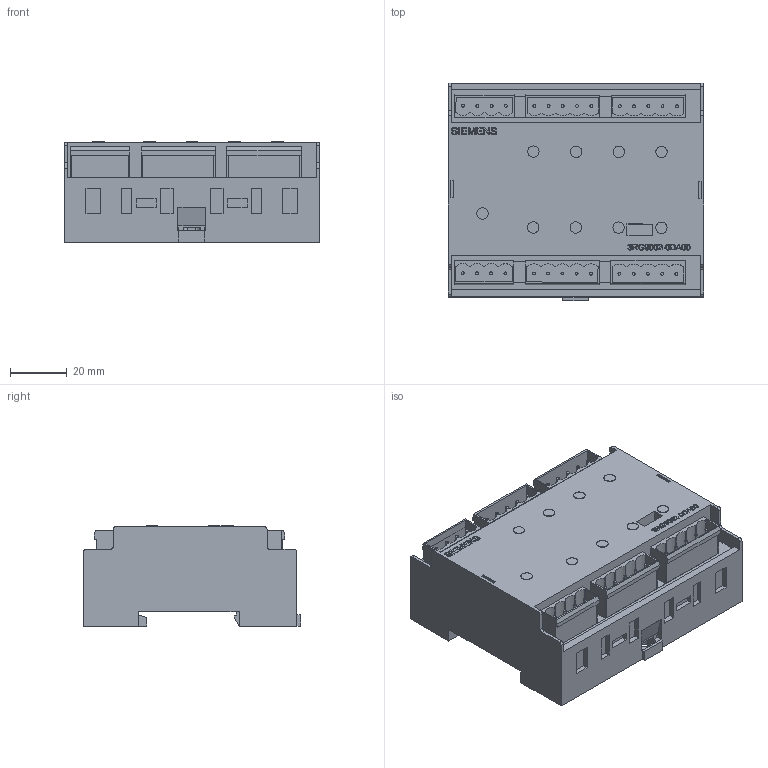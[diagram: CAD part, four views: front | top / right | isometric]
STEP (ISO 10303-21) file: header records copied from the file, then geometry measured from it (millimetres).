
FILE_DESCRIPTION(('STEP AP214'),'1');
FILE_NAME('cctmp_AA246FF7-22C3-4011-A2A3-39EA31527F97_2023_07_21_09_00_22_0003..stp','2023-07-21T07:00:24',('SIEMENS A&D'),('CADClick - www.CADClick.com'),'Spatial InterOp 3D postprocessed',' ','unknown authorization');
FILE_SCHEMA(('AUTOMOTIVE_DESIGN'));
Length unit declared in the file: millimetre
Products named in the file (1): 2023_07_21_09_00_21_0925
Bounding box: 89.79 x 76.34 x 35.2 mm (x, y, z)
Volume: 176740.7 mm3; surface area: 41773.7 mm2
Topology: 1 solids, 1 shells, 835 faces, 2145 edges, 1430 vertices
Faces by surface type: plane 538, cylinder 165, bspline 132
Entity records: 34751 total; most frequent: CARTESIAN_POINT 12421, ORIENTED_EDGE 4290, DIRECTION 3636, EDGE_CURVE 2145, LINE 1548, VECTOR 1548, VERTEX_POINT 1430, AXIS2_PLACEMENT_3D 1044
